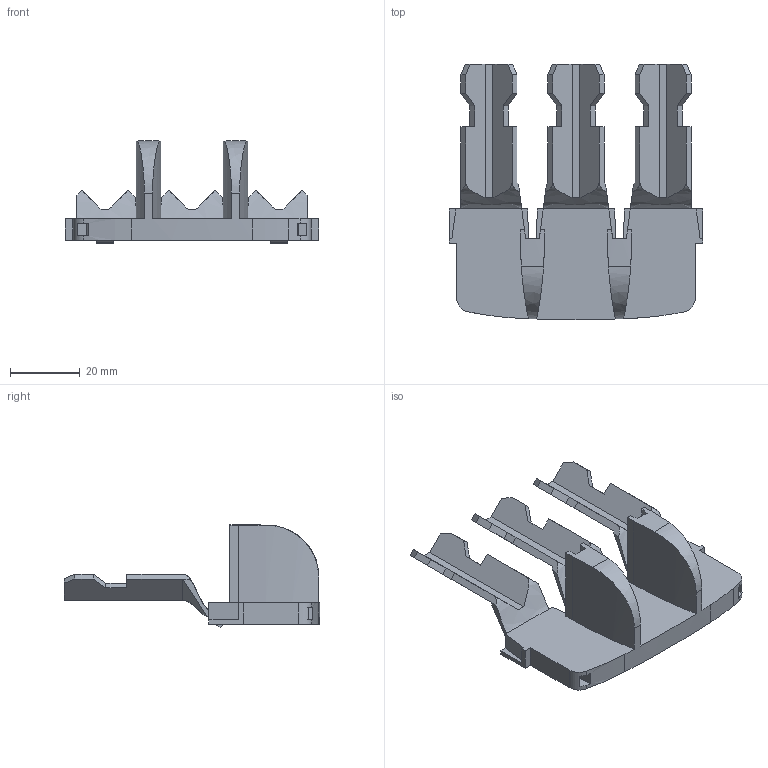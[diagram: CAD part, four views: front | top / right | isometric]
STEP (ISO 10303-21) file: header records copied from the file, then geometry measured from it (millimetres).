
FILE_DESCRIPTION(('Creo Elements/Direct Modeling STEP Export'),'2;1');
FILE_NAME('model.stp','2020-02-04T15:54:14',(''),(''),'Creo Elements/Direct Modeling STEP processor for AP214 (Solid Model)','Creo Elements/Direct Modeling 20.1A 29-Sep-2018 (C) Parametric Technology GmbH','');
FILE_SCHEMA(('AUTOMOTIVE_DESIGN { 1 0 10303 214 1 1 1 1 }'));
Length unit declared in the file: millimetre
Products named in the file (2): EB_3-25_PT-select
Assembly tree (1 placements, depth 2):
  EB_3-25_PT-select
    EB_3-25_PT-select
Bounding box: 72.8 x 73.29 x 29.38 mm (x, y, z)
Volume: 23310.9 mm3; surface area: 13890.8 mm2
Topology: 1 solids, 1 shells, 155 faces, 433 edges, 282 vertices
Faces by surface type: plane 133, cylinder 14, extrusion 6, bspline 2
Entity records: 8352 total; most frequent: CARTESIAN_POINT 3330, ORIENTED_EDGE 866, DIRECTION 665, EDGE_CURVE 433, VECTOR 339, LINE 333, VERTEX_POINT 282, AXIS2_PLACEMENT_3D 163
